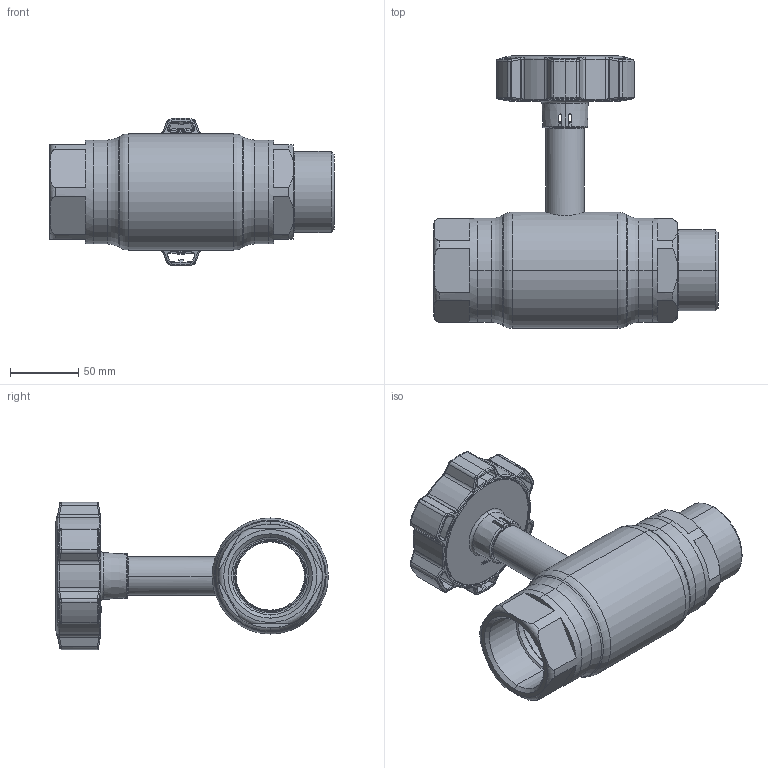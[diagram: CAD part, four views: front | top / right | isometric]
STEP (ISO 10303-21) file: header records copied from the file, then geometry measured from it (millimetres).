
FILE_DESCRIPTION (( 'STEP AP214' ), '1' );
FILE_NAME ('1050002401-1200.step', '2024-01-16T11:12:59', ( '' ), ( '' ), 'SwSTEP 2.0', 'SolidWorks 2021', '' );
FILE_SCHEMA (( 'AUTOMOTIVE_DESIGN' ));
Length unit declared in the file: millimetre
Products named in the file (1): 1050002401-1200
Bounding box: 208 x 199.65 x 107.98 mm (x, y, z)
Surface area: 123921.1 mm2 (no closed solid volume)
Topology: 0 solids, 10 shells, 526 faces, 1530 edges, 985 vertices
Faces by surface type: bspline 148, cylinder 122, plane 120, torus 73, cone 57, sphere 6
Entity records: 31118 total; most frequent: CARTESIAN_POINT 12894, ORIENTED_EDGE 2705, DIRECTION 2250, EDGE_CURVE 1530, VERTEX_POINT 985, AXIS2_PLACEMENT_3D 885, EDGE_LOOP 556, UNCERTAINTY_MEASURE_WITH_UNIT 528
